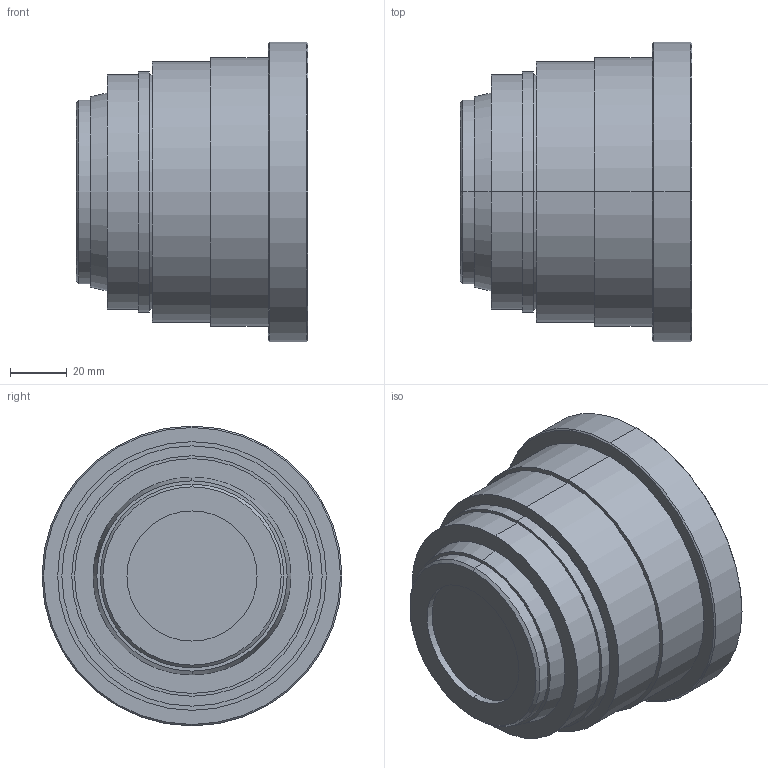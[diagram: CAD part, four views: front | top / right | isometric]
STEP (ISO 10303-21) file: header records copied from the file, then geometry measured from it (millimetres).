
FILE_DESCRIPTION (( 'STEP AP203' ), '1' );
FILE_NAME ('S4LFT1163.STEP', '2012-10-12T04:55:05', ( 'Albrecht' ), ( '' ), 'SwSTEP 2.0', 'SolidWorks 2012', '' );
FILE_SCHEMA (( 'CONFIG_CONTROL_DESIGN' ));
Length unit declared in the file: millimetre
Products named in the file (1): S4LFT1163
Bounding box: 82 x 106 x 106 mm (x, y, z)
Volume: 514255.5 mm3; surface area: 41751.2 mm2
Topology: 1 solids, 1 shells, 37 faces, 72 edges, 46 vertices
Faces by surface type: cylinder 18, plane 11, cone 8
Entity records: 1041 total; most frequent: DIRECTION 194, CARTESIAN_POINT 156, ORIENTED_EDGE 144, AXIS2_PLACEMENT_3D 84, EDGE_CURVE 72, VERTEX_POINT 46, EDGE_LOOP 46, CIRCLE 46
